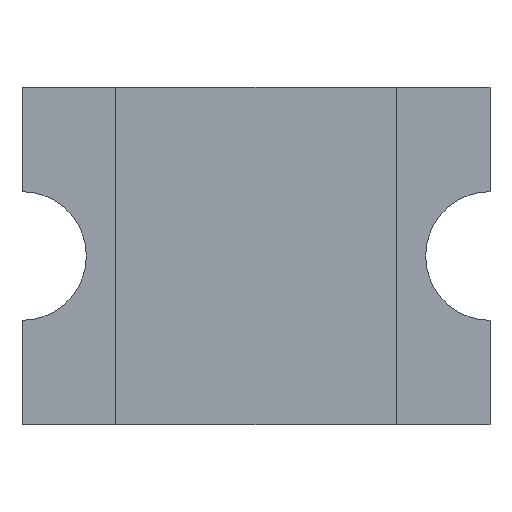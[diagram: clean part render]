
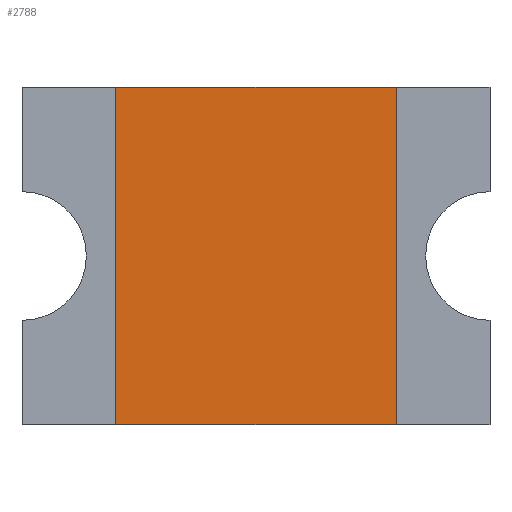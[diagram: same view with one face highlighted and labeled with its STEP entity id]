
A CAD part, front view. The second image highlights one B-rep face of the part: STEP entity #2788.
In plain terms, the highlighted planar face has unit normal (0, -1, 0).
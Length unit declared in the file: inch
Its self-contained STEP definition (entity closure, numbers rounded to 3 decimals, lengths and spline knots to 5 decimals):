
#21 = VECTOR ( 'NONE', #1669, 39.37008 ) ;
#180 = AXIS2_PLACEMENT_3D ( 'NONE', #5211, #637, #2301 ) ;
#215 = PLANE ( 'NONE',  #180 ) ;
#326 = VECTOR ( 'NONE', #4995, 39.37008 ) ;
#372 = ORIENTED_EDGE ( 'NONE', *, *, #4986, .F. ) ;
#411 = CARTESIAN_POINT ( 'NONE',  ( 0.05571, 0., 0.06713 ) ) ;
#523 = ORIENTED_EDGE ( 'NONE', *, *, #5371, .F. ) ;
#637 = DIRECTION ( 'NONE',  ( 0., -1., 0. ) ) ;
#661 = LINE ( 'NONE', #1069, #4982 ) ;
#963 = LINE ( 'NONE', #3832, #5329 ) ;
#1069 = CARTESIAN_POINT ( 'NONE',  ( -0.05571, 0., 0.06713 ) ) ;
#1117 = VERTEX_POINT ( 'NONE', #4593 ) ;
#1529 = CARTESIAN_POINT ( 'NONE',  ( -0.05571, 0., -0.06713 ) ) ;
#1669 = DIRECTION ( 'NONE',  ( -1., 0., 0. ) ) ;
#1672 = EDGE_CURVE ( 'NONE', #1994, #2594, #4530, .T. ) ;
#1741 = FACE_OUTER_BOUND ( 'NONE', #3586, .T. ) ;
#1994 = VERTEX_POINT ( 'NONE', #2276 ) ;
#2276 = CARTESIAN_POINT ( 'NONE',  ( 0.05571, 0., -0.06713 ) ) ;
#2301 = DIRECTION ( 'NONE',  ( 0., 0., -1. ) ) ;
#2455 = CARTESIAN_POINT ( 'NONE',  ( -0.05571, 0., 0.06713 ) ) ;
#2514 = CARTESIAN_POINT ( 'NONE',  ( -0.05571, 0., -0.06713 ) ) ;
#2594 = VERTEX_POINT ( 'NONE', #1529 ) ;
#2788 = ADVANCED_FACE ( 'NONE', ( #1741 ), #215, .T. ) ;
#3586 = EDGE_LOOP ( 'NONE', ( #523, #4365, #372, #4637 ) ) ;
#3832 = CARTESIAN_POINT ( 'NONE',  ( 0.05571, 0., 0.06713 ) ) ;
#4034 = DIRECTION ( 'NONE',  ( 0., 0., 1. ) ) ;
#4165 = LINE ( 'NONE', #2455, #326 ) ;
#4298 = VERTEX_POINT ( 'NONE', #411 ) ;
#4365 = ORIENTED_EDGE ( 'NONE', *, *, #5154, .F. ) ;
#4530 = LINE ( 'NONE', #2514, #21 ) ;
#4593 = CARTESIAN_POINT ( 'NONE',  ( -0.05571, 0., 0.06713 ) ) ;
#4637 = ORIENTED_EDGE ( 'NONE', *, *, #1672, .F. ) ;
#4730 = DIRECTION ( 'NONE',  ( 0., 0., -1. ) ) ;
#4982 = VECTOR ( 'NONE', #4034, 39.37008 ) ;
#4986 = EDGE_CURVE ( 'NONE', #2594, #1117, #661, .T. ) ;
#4995 = DIRECTION ( 'NONE',  ( 1., 0., 0. ) ) ;
#5154 = EDGE_CURVE ( 'NONE', #1117, #4298, #4165, .T. ) ;
#5211 = CARTESIAN_POINT ( 'NONE',  ( 0., 0., 0. ) ) ;
#5329 = VECTOR ( 'NONE', #4730, 39.37008 ) ;
#5371 = EDGE_CURVE ( 'NONE', #4298, #1994, #963, .T. ) ;
